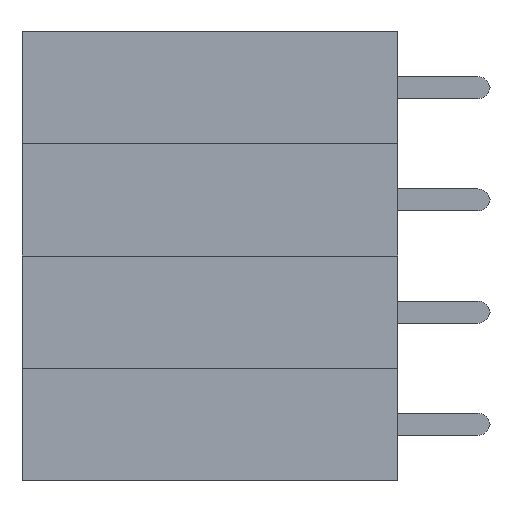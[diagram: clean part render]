
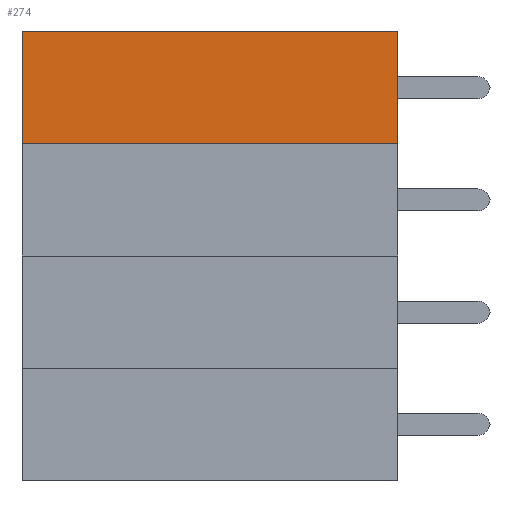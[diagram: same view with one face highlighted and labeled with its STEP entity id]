
A CAD part, left-side view. The second image highlights one B-rep face of the part: STEP entity #274.
In plain terms, the highlighted planar face has unit normal (-1, 0, 0).
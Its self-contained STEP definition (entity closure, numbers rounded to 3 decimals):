
#218=CARTESIAN_POINT('',(-2.54,8.5,0.0));
#219=VERTEX_POINT('',#218);
#226=CARTESIAN_POINT('',(-2.54,8.5,2.54));
#227=VERTEX_POINT('',#226);
#228=CARTESIAN_POINT('',(-2.54,8.5,2.54));
#229=DIRECTION('',(0.0,0.0,-1.0));
#230=VECTOR('',#229,2.54);
#231=LINE('',#228,#230);
#232=EDGE_CURVE('',#227,#219,#231,.T.);
#244=CARTESIAN_POINT('',(-2.54,0.,2.54));
#245=DIRECTION('',(1.0,0.0,0.0));
#246=DIRECTION('',(0.0,0.0,-1.0));
#247=AXIS2_PLACEMENT_3D('',#244,#245,#246);
#248=PLANE('',#247);
#249=CARTESIAN_POINT('',(-2.54,0.,0.0));
#250=VERTEX_POINT('',#249);
#251=CARTESIAN_POINT('',(-2.54,8.5,0.0));
#252=DIRECTION('',(0.0,-1.0,0.0));
#253=VECTOR('',#252,8.5);
#254=LINE('',#251,#253);
#255=EDGE_CURVE('',#219,#250,#254,.T.);
#256=ORIENTED_EDGE('',*,*,#255,.T.);
#257=CARTESIAN_POINT('',(-2.54,0.,2.54));
#258=VERTEX_POINT('',#257);
#259=CARTESIAN_POINT('',(-2.54,0.,2.54));
#260=DIRECTION('',(0.0,0.0,-1.0));
#261=VECTOR('',#260,2.54);
#262=LINE('',#259,#261);
#263=EDGE_CURVE('',#258,#250,#262,.T.);
#264=ORIENTED_EDGE('',*,*,#263,.F.);
#265=CARTESIAN_POINT('',(-2.54,8.5,2.54));
#266=DIRECTION('',(0.0,-1.0,0.0));
#267=VECTOR('',#266,8.5);
#268=LINE('',#265,#267);
#269=EDGE_CURVE('',#227,#258,#268,.T.);
#270=ORIENTED_EDGE('',*,*,#269,.F.);
#271=ORIENTED_EDGE('',*,*,#232,.T.);
#272=EDGE_LOOP('',(#256,#264,#270,#271));
#273=FACE_BOUND('',#272,.T.);
#274=ADVANCED_FACE('',(#273),#248,.F.);
